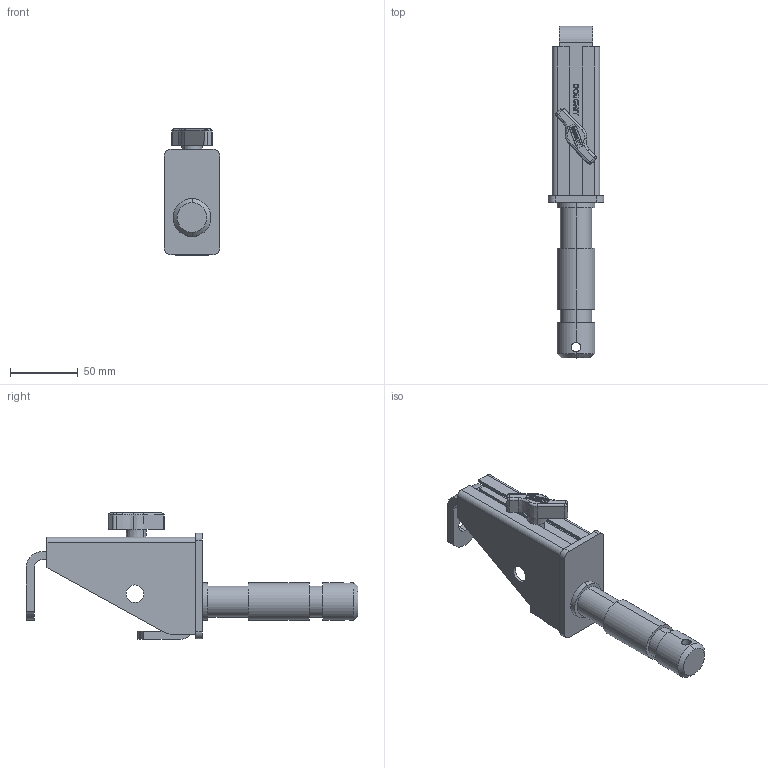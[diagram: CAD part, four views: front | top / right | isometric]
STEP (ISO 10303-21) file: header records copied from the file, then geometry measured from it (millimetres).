
FILE_DESCRIPTION (( 'STEP AP203' ), '1' );
FILE_NAME ('T54175.STEP', '2018-08-01T11:50:20', ( '' ), ( '' ), 'SwSTEP 2.0', 'SolidWorks 2016', '' );
FILE_SCHEMA (( 'CONFIG_CONTROL_DESIGN' ));
Length unit declared in the file: millimetre
Products named in the file (10): TH1244; TH1350; TH1352; TH034_TH034; TH1353; T54175; TH1351; T20100_T20100; TH1349; Doughty Knob_S0158
Assembly tree (9 placements, depth 3):
  T54175
    TH1349
      TH1244
      TH1350
      TH1352
      TH1351
      TH1353
    T20100_T20100
      TH034_TH034
    Doughty Knob_S0158
Bounding box: 41 x 245.5 x 93.8 mm (x, y, z)
Volume: 153569.3 mm3; surface area: 76725.8 mm2
Topology: 7 solids, 7 shells, 446 faces, 1141 edges, 745 vertices
Faces by surface type: plane 264, cylinder 85, bspline 73, cone 16, torus 8
Entity records: 19305 total; most frequent: CARTESIAN_POINT 7741, ORIENTED_EDGE 2278, DIRECTION 1959, EDGE_CURVE 1139, VECTOR 785, LINE 785, VERTEX_POINT 745, AXIS2_PLACEMENT_3D 587
